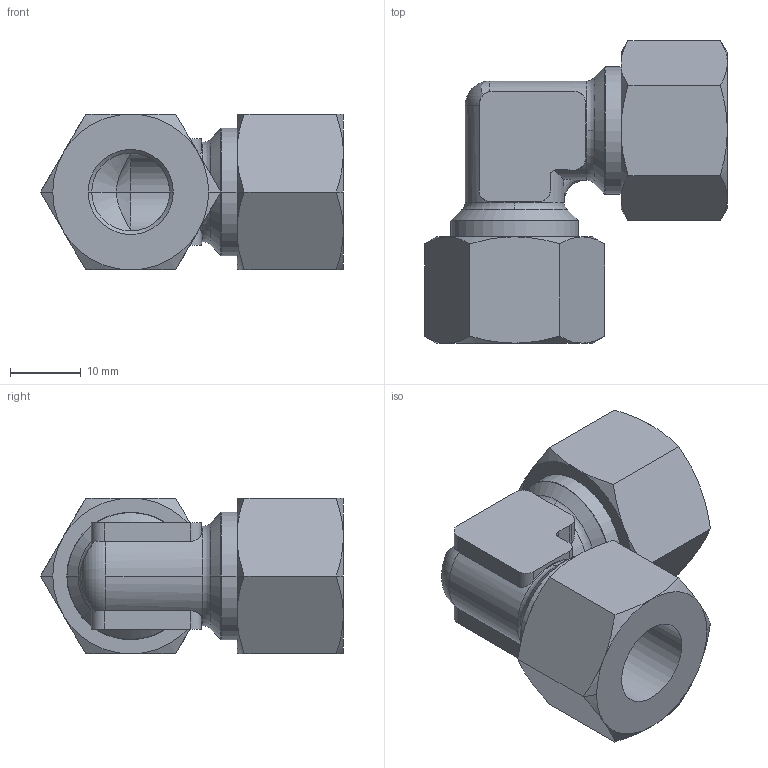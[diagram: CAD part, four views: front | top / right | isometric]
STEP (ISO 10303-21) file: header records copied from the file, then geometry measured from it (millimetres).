
FILE_DESCRIPTION(('STEP AP214'),'1');
FILE_NAME('0102_12_00.stp','2016-07-07T14:21:07',('TraceParts'),('TraceParts S.A.'),'Spatial InterOp 3D',' ',' ');
FILE_SCHEMA(('automotive_design'));
Length unit declared in the file: millimetre
Products named in the file (1): 1
Bounding box: 42.7 x 42.7 x 22 mm (x, y, z)
Volume: 12193.2 mm3; surface area: 6963 mm2
Topology: 1 solids, 1 shells, 124 faces, 301 edges, 181 vertices
Faces by surface type: cone 48, cylinder 36, plane 33, torus 7
Entity records: 4019 total; most frequent: CARTESIAN_POINT 1231, ORIENTED_EDGE 602, DIRECTION 584, EDGE_CURVE 301, AXIS2_PLACEMENT_3D 240, VERTEX_POINT 181, EDGE_LOOP 128, ADVANCED_FACE 124
